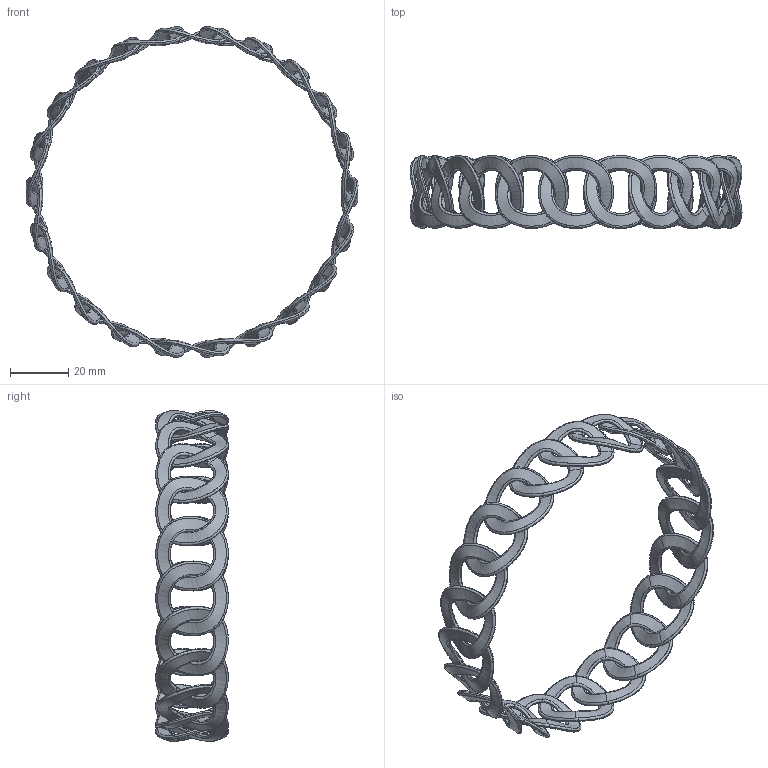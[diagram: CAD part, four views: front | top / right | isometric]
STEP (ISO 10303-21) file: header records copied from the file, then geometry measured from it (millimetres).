
FILE_DESCRIPTION(('FreeCAD Model'),'2;1');
FILE_NAME('Open CASCADE Shape Model','2025-04-27T20:54:27',('FreeCAD'),( 'FreeCAD'),'Open CASCADE STEP processor 7.6','FreeCAD','Unknown');
FILE_SCHEMA(('AUTOMOTIVE_DESIGN { 1 0 10303 214 1 1 1 1 }'));
Products named in the file (1): Open CASCADE STEP translator 7.6 1
Bounding box: 114.04 x 24.93 x 113.6 mm (x, y, z)
Surface area: 17327.8 mm2 (no closed solid volume)
Topology: 0 solids, 264 shells, 264 faces, 3696 edges, 3696 vertices
Faces by surface type: bspline 264
Entity records: 117254 total; most frequent: CARTESIAN_POINT 101399, ORIENTED_EDGE 3696, EDGE_CURVE 3696, VERTEX_POINT 3696, B_SPLINE_CURVE_WITH_KNOTS 3344, SHELL_BASED_SURFACE_MODEL 264, OPEN_SHELL 264, ADVANCED_FACE 264
